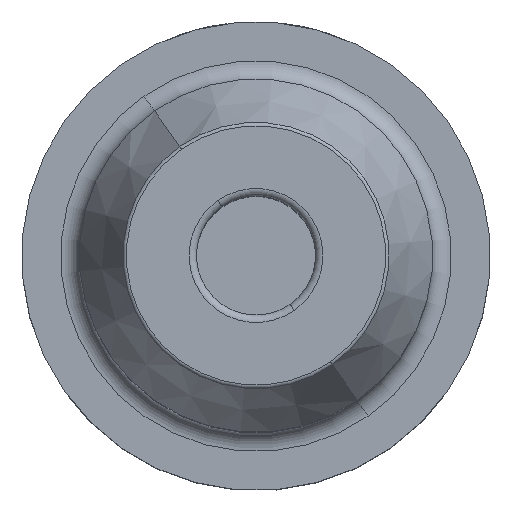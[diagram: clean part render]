
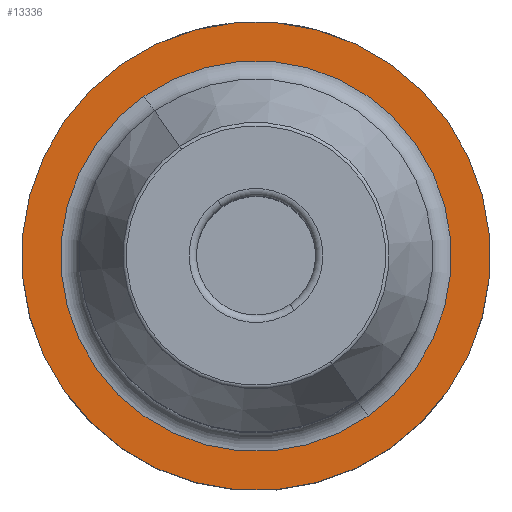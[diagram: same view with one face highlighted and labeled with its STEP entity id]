
A CAD part, top view. The second image highlights one B-rep face of the part: STEP entity #13336.
In plain terms, the highlighted planar face has unit normal (0, 0, 1).
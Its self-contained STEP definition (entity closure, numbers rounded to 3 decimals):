
#288=CARTESIAN_POINT('',(0.,0.,25.95));
#289=DIRECTION('',(0.,0.,1.));
#290=DIRECTION('',(-0.574,0.819,0.));
#291=AXIS2_PLACEMENT_3D('',#288,#289,#290);
#296=CARTESIAN_POINT('',(0.,0.,25.95));
#297=DIRECTION('',(0.,0.,-1.));
#298=DIRECTION('',(-0.574,0.819,0.));
#299=AXIS2_PLACEMENT_3D('',#296,#297,#298);
#318=CARTESIAN_POINT('',(0.,0.,25.95));
#319=DIRECTION('',(0.,0.,-1.));
#320=DIRECTION('',(-0.574,0.819,0.));
#321=AXIS2_PLACEMENT_3D('',#318,#319,#320);
#326=CARTESIAN_POINT('',(0.,0.,25.95));
#327=DIRECTION('',(0.,0.,1.));
#328=DIRECTION('',(-0.574,0.819,0.));
#329=AXIS2_PLACEMENT_3D('',#326,#327,#328);
#12817=CARTESIAN_POINT('',(-15.056,21.503,25.95));
#12818=VERTEX_POINT('',#12817);
#12819=CARTESIAN_POINT('',(-18.068,25.803,25.95));
#12821=VERTEX_POINT('',#12819);
#12889=CARTESIAN_POINT('',(15.056,-21.503,25.95));
#12890=VERTEX_POINT('',#12889);
#12891=CARTESIAN_POINT('',(18.068,-25.803,25.95));
#12893=VERTEX_POINT('',#12891);
#13321=CARTESIAN_POINT('',(0.,0.,25.95));
#13322=DIRECTION('',(0.,0.,1.));
#13323=DIRECTION('',(0.574,-0.819,0.));
#13324=AXIS2_PLACEMENT_3D('',#13321,#13322,#13323);
#13325=PLANE('',#13324);
#13327=ORIENTED_EDGE('',*,*,#13326,.T.);
#13329=ORIENTED_EDGE('',*,*,#13328,.F.);
#13330=EDGE_LOOP('',(#13327,#13329));
#13331=FACE_OUTER_BOUND('',#13330,.F.);
#13332=ORIENTED_EDGE('',*,*,#13303,.T.);
#13333=ORIENTED_EDGE('',*,*,#13314,.F.);
#13334=EDGE_LOOP('',(#13332,#13333));
#13335=FACE_BOUND('',#13334,.F.);
#13336=ADVANCED_FACE('',(#13331,#13335),#13325,.T.);
#292=CIRCLE('',#291,26.25);
#300=CIRCLE('',#299,26.25);
#322=CIRCLE('',#321,31.5);
#330=CIRCLE('',#329,31.5);
#13303=EDGE_CURVE('',#12818,#12890,#292,.T.);
#13314=EDGE_CURVE('',#12818,#12890,#300,.T.);
#13326=EDGE_CURVE('',#12821,#12893,#322,.T.);
#13328=EDGE_CURVE('',#12821,#12893,#330,.T.);
